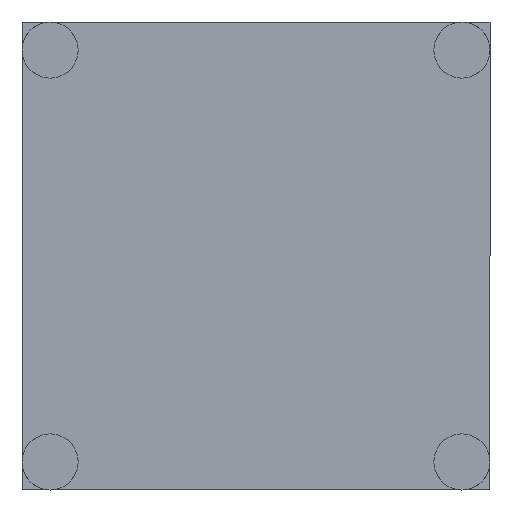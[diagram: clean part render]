
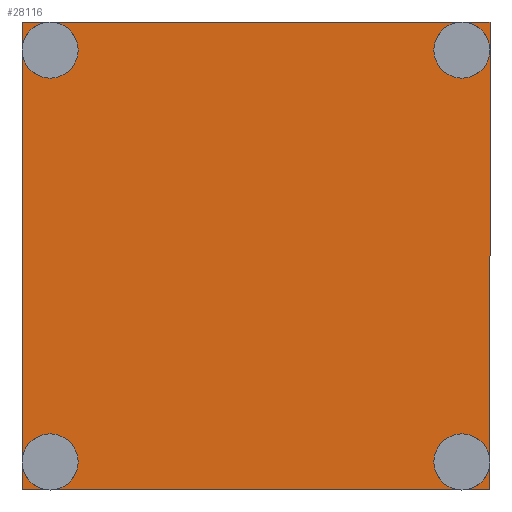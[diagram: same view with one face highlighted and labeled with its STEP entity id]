
A CAD part, front view. The second image highlights one B-rep face of the part: STEP entity #28116.
In plain terms, the highlighted planar face has unit normal (0, -1, 0).
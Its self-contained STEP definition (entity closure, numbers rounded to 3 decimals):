
#492 = CIRCLE ( 'NONE', #5770, 7. ) ;
#1518 = DIRECTION ( 'NONE',  ( 0., 0., 1. ) ) ;
#1686 = FACE_BOUND ( 'NONE', #34984, .T. ) ;
#2103 = CARTESIAN_POINT ( 'NONE',  ( 220., 0., 213. ) ) ;
#2505 = VECTOR ( 'NONE', #25429, 1000. ) ;
#2774 = CARTESIAN_POINT ( 'NONE',  ( -250., 0., 250. ) ) ;
#3485 = VECTOR ( 'NONE', #10601, 1000. ) ;
#4152 = EDGE_LOOP ( 'NONE', ( #27451 ) ) ;
#4186 = VECTOR ( 'NONE', #11099, 1000. ) ;
#4319 = VECTOR ( 'NONE', #22484, 1000. ) ;
#4353 = DIRECTION ( 'NONE',  ( 0., 0., -1. ) ) ;
#4863 = EDGE_CURVE ( 'NONE', #31341, #22352, #24622, .T. ) ;
#5770 = AXIS2_PLACEMENT_3D ( 'NONE', #33588, #22545, #33776 ) ;
#7036 = CIRCLE ( 'NONE', #11127, 7. ) ;
#8271 = CARTESIAN_POINT ( 'NONE',  ( -250., 0., -250. ) ) ;
#8498 = EDGE_CURVE ( 'NONE', #27487, #27736, #19787, .T. ) ;
#8504 = ORIENTED_EDGE ( 'NONE', *, *, #14377, .F. ) ;
#9770 = FACE_BOUND ( 'NONE', #4152, .T. ) ;
#10601 = DIRECTION ( 'NONE',  ( 0., 0., -1. ) ) ;
#11099 = DIRECTION ( 'NONE',  ( 0., 0., 1. ) ) ;
#11127 = AXIS2_PLACEMENT_3D ( 'NONE', #29603, #35858, #18180 ) ;
#11219 = CARTESIAN_POINT ( 'NONE',  ( -250., 0., 250. ) ) ;
#11923 = CARTESIAN_POINT ( 'NONE',  ( 250., 0., -250. ) ) ;
#11932 = CARTESIAN_POINT ( 'NONE',  ( 220., 0., 220. ) ) ;
#12747 = FACE_OUTER_BOUND ( 'NONE', #22381, .T. ) ;
#13126 = DIRECTION ( 'NONE',  ( 0., 1., 0. ) ) ;
#13345 = VERTEX_POINT ( 'NONE', #2103 ) ;
#14377 = EDGE_CURVE ( 'NONE', #22352, #27487, #33524, .T. ) ;
#15163 = EDGE_CURVE ( 'NONE', #27736, #31341, #25249, .T. ) ;
#15521 = PLANE ( 'NONE',  #25606 ) ;
#15695 = FACE_BOUND ( 'NONE', #22194, .T. ) ;
#16280 = CARTESIAN_POINT ( 'NONE',  ( 220., 0., -213. ) ) ;
#17015 = CARTESIAN_POINT ( 'NONE',  ( -250., 0., -250. ) ) ;
#17238 = CARTESIAN_POINT ( 'NONE',  ( -250., 0., -250. ) ) ;
#17884 = VERTEX_POINT ( 'NONE', #28931 ) ;
#18180 = DIRECTION ( 'NONE',  ( 0., 0., 1. ) ) ;
#18272 = FACE_BOUND ( 'NONE', #23003, .T. ) ;
#19787 = LINE ( 'NONE', #17015, #4186 ) ;
#20397 = ORIENTED_EDGE ( 'NONE', *, *, #15163, .F. ) ;
#20631 = EDGE_CURVE ( 'NONE', #30623, #30623, #7036, .T. ) ;
#22194 = EDGE_LOOP ( 'NONE', ( #22216 ) ) ;
#22216 = ORIENTED_EDGE ( 'NONE', *, *, #20631, .T. ) ;
#22352 = VERTEX_POINT ( 'NONE', #11923 ) ;
#22381 = EDGE_LOOP ( 'NONE', ( #28852, #8504, #25652, #20397 ) ) ;
#22484 = DIRECTION ( 'NONE',  ( 1., 0., 0. ) ) ;
#22545 = DIRECTION ( 'NONE',  ( 0., 1., 0. ) ) ;
#23003 = EDGE_LOOP ( 'NONE', ( #33080 ) ) ;
#23573 = CARTESIAN_POINT ( 'NONE',  ( -220., 0., -227. ) ) ;
#24622 = LINE ( 'NONE', #27411, #3485 ) ;
#25116 = VERTEX_POINT ( 'NONE', #23573 ) ;
#25249 = LINE ( 'NONE', #11219, #4319 ) ;
#25429 = DIRECTION ( 'NONE',  ( -1., 0., 0. ) ) ;
#25606 = AXIS2_PLACEMENT_3D ( 'NONE', #26756, #13126, #1518 ) ;
#25652 = ORIENTED_EDGE ( 'NONE', *, *, #4863, .F. ) ;
#26625 = CARTESIAN_POINT ( 'NONE',  ( -220., 0., 220. ) ) ;
#26756 = CARTESIAN_POINT ( 'NONE',  ( 0., 0., 0. ) ) ;
#27411 = CARTESIAN_POINT ( 'NONE',  ( 250., 0., -250. ) ) ;
#27451 = ORIENTED_EDGE ( 'NONE', *, *, #32473, .T. ) ;
#27487 = VERTEX_POINT ( 'NONE', #17238 ) ;
#27736 = VERTEX_POINT ( 'NONE', #2774 ) ;
#28116 = ADVANCED_FACE ( 'NONE', ( #9770, #1686, #18272, #15695, #12747 ), #15521, .F. ) ;
#28852 = ORIENTED_EDGE ( 'NONE', *, *, #8498, .F. ) ;
#28931 = CARTESIAN_POINT ( 'NONE',  ( -220., 0., 227. ) ) ;
#29019 = DIRECTION ( 'NONE',  ( 0., 0., 1. ) ) ;
#29061 = DIRECTION ( 'NONE',  ( 0., 1., 0. ) ) ;
#29362 = DIRECTION ( 'NONE',  ( 0., 1., 0. ) ) ;
#29603 = CARTESIAN_POINT ( 'NONE',  ( 220., 0., -220. ) ) ;
#30468 = AXIS2_PLACEMENT_3D ( 'NONE', #26625, #29362, #29019 ) ;
#30623 = VERTEX_POINT ( 'NONE', #16280 ) ;
#30678 = ORIENTED_EDGE ( 'NONE', *, *, #34365, .T. ) ;
#31341 = VERTEX_POINT ( 'NONE', #35102 ) ;
#32473 = EDGE_CURVE ( 'NONE', #13345, #13345, #35915, .T. ) ;
#33080 = ORIENTED_EDGE ( 'NONE', *, *, #34676, .T. ) ;
#33426 = CIRCLE ( 'NONE', #30468, 7. ) ;
#33524 = LINE ( 'NONE', #8271, #2505 ) ;
#33568 = AXIS2_PLACEMENT_3D ( 'NONE', #11932, #29061, #4353 ) ;
#33588 = CARTESIAN_POINT ( 'NONE',  ( -220., 0., -220. ) ) ;
#33776 = DIRECTION ( 'NONE',  ( 0., 0., -1. ) ) ;
#34365 = EDGE_CURVE ( 'NONE', #17884, #17884, #33426, .T. ) ;
#34676 = EDGE_CURVE ( 'NONE', #25116, #25116, #492, .T. ) ;
#34984 = EDGE_LOOP ( 'NONE', ( #30678 ) ) ;
#35102 = CARTESIAN_POINT ( 'NONE',  ( 250., 0., 250. ) ) ;
#35858 = DIRECTION ( 'NONE',  ( 0., 1., 0. ) ) ;
#35915 = CIRCLE ( 'NONE', #33568, 7. ) ;
